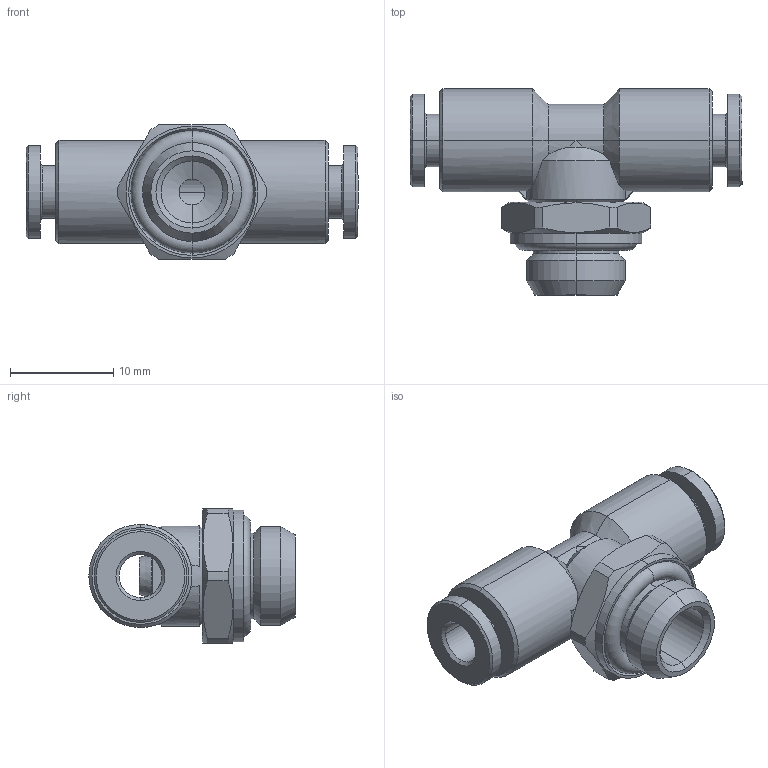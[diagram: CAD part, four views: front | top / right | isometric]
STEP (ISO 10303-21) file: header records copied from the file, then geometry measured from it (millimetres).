
FILE_DESCRIPTION (( 'STEP AP203' ), '1' );
FILE_NAME ('B0120011.STEP', '2012-08-24T06:50:01', ( '' ), ( 'sopra-pneumatic' ), 'SwSTEP 2.0', 'SolidWorks 2011', '' );
FILE_SCHEMA (( 'CONFIG_CONTROL_DESIGN' ));
Length unit declared in the file: millimetre
Products named in the file (1): B0120011
Bounding box: 32.2 x 20 x 13 mm (x, y, z)
Volume: 2499.9 mm3; surface area: 2609.1 mm2
Topology: 2 solids, 2 shells, 128 faces, 304 edges, 186 vertices
Faces by surface type: cylinder 45, cone 45, plane 34, torus 4
Entity records: 3889 total; most frequent: CARTESIAN_POINT 835, DIRECTION 654, ORIENTED_EDGE 608, EDGE_CURVE 304, AXIS2_PLACEMENT_3D 265, VERTEX_POINT 186, EDGE_LOOP 140, CIRCLE 136
